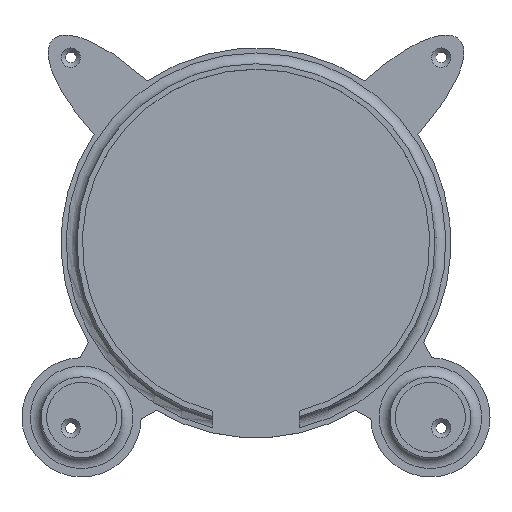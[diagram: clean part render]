
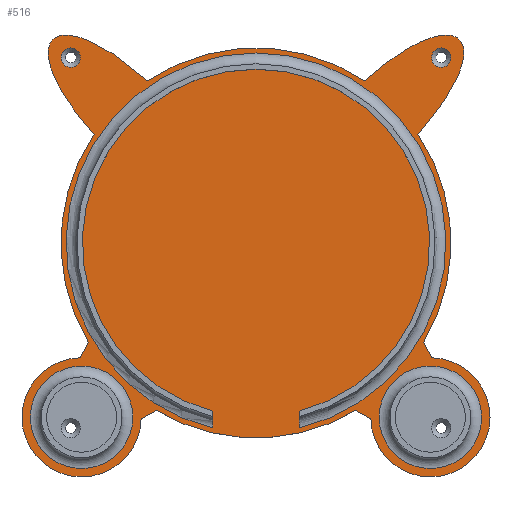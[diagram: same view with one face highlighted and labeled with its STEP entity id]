
A CAD part, top view. The second image highlights one B-rep face of the part: STEP entity #516.
In plain terms, the highlighted planar face has unit normal (0, 0, 1).
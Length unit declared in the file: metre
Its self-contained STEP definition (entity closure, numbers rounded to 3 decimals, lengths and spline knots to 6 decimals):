
#35=ELLIPSE('',#571,0.05,0.0175);
#36=ELLIPSE('',#577,0.05,0.0175);
#39=LINE('',#812,#67);
#40=LINE('',#817,#68);
#41=LINE('',#831,#69);
#42=LINE('',#835,#70);
#43=LINE('',#839,#71);
#44=LINE('',#843,#72);
#67=VECTOR('',#642,1.);
#68=VECTOR('',#645,1.);
#69=VECTOR('',#658,1.);
#70=VECTOR('',#661,1.);
#71=VECTOR('',#664,1.);
#72=VECTOR('',#667,1.);
#95=ORIENTED_EDGE('',*,*,#233,.T.);
#96=ORIENTED_EDGE('',*,*,#234,.T.);
#97=ORIENTED_EDGE('',*,*,#235,.F.);
#98=ORIENTED_EDGE('',*,*,#236,.T.);
#99=ORIENTED_EDGE('',*,*,#237,.T.);
#100=ORIENTED_EDGE('',*,*,#238,.T.);
#101=ORIENTED_EDGE('',*,*,#239,.T.);
#102=ORIENTED_EDGE('',*,*,#240,.T.);
#103=ORIENTED_EDGE('',*,*,#241,.T.);
#104=ORIENTED_EDGE('',*,*,#242,.T.);
#105=ORIENTED_EDGE('',*,*,#243,.T.);
#106=ORIENTED_EDGE('',*,*,#244,.T.);
#107=ORIENTED_EDGE('',*,*,#245,.T.);
#108=ORIENTED_EDGE('',*,*,#246,.T.);
#109=ORIENTED_EDGE('',*,*,#247,.T.);
#110=ORIENTED_EDGE('',*,*,#248,.T.);
#111=ORIENTED_EDGE('',*,*,#249,.T.);
#112=ORIENTED_EDGE('',*,*,#250,.T.);
#113=ORIENTED_EDGE('',*,*,#251,.T.);
#114=ORIENTED_EDGE('',*,*,#252,.T.);
#233=EDGE_CURVE('',#302,#302,#354,.T.);
#234=EDGE_CURVE('',#303,#303,#355,.T.);
#235=EDGE_CURVE('',#304,#305,#39,.T.);
#236=EDGE_CURVE('',#304,#306,#356,.F.);
#237=EDGE_CURVE('',#306,#307,#40,.T.);
#238=EDGE_CURVE('',#307,#305,#357,.T.);
#239=EDGE_CURVE('',#308,#308,#358,.F.);
#240=EDGE_CURVE('',#309,#309,#359,.F.);
#241=EDGE_CURVE('',#310,#311,#360,.T.);
#242=EDGE_CURVE('',#311,#312,#35,.T.);
#243=EDGE_CURVE('',#312,#313,#361,.T.);
#244=EDGE_CURVE('',#313,#314,#41,.F.);
#245=EDGE_CURVE('',#314,#315,#362,.T.);
#246=EDGE_CURVE('',#315,#316,#42,.F.);
#247=EDGE_CURVE('',#316,#317,#363,.T.);
#248=EDGE_CURVE('',#317,#318,#43,.F.);
#249=EDGE_CURVE('',#318,#319,#364,.T.);
#250=EDGE_CURVE('',#319,#320,#44,.F.);
#251=EDGE_CURVE('',#320,#321,#365,.T.);
#252=EDGE_CURVE('',#321,#310,#36,.T.);
#302=VERTEX_POINT('',#809);
#303=VERTEX_POINT('',#811);
#304=VERTEX_POINT('',#813);
#305=VERTEX_POINT('',#814);
#306=VERTEX_POINT('',#816);
#307=VERTEX_POINT('',#818);
#308=VERTEX_POINT('',#821);
#309=VERTEX_POINT('',#823);
#310=VERTEX_POINT('',#825);
#311=VERTEX_POINT('',#826);
#312=VERTEX_POINT('',#828);
#313=VERTEX_POINT('',#830);
#314=VERTEX_POINT('',#832);
#315=VERTEX_POINT('',#834);
#316=VERTEX_POINT('',#836);
#317=VERTEX_POINT('',#838);
#318=VERTEX_POINT('',#840);
#319=VERTEX_POINT('',#842);
#320=VERTEX_POINT('',#844);
#321=VERTEX_POINT('',#846);
#354=CIRCLE('',#564,0.00448);
#355=CIRCLE('',#565,0.00448);
#356=CIRCLE('',#566,0.08765);
#357=CIRCLE('',#567,0.08015);
#358=CIRCLE('',#568,0.02365);
#359=CIRCLE('',#569,0.02365);
#360=CIRCLE('',#570,0.09);
#361=CIRCLE('',#572,0.09);
#362=CIRCLE('',#573,0.0275);
#363=CIRCLE('',#574,0.09);
#364=CIRCLE('',#575,0.0275);
#365=CIRCLE('',#576,0.09);
#389=EDGE_LOOP('',(#95));
#390=EDGE_LOOP('',(#96));
#391=EDGE_LOOP('',(#97,#98,#99,#100));
#392=EDGE_LOOP('',(#101));
#393=EDGE_LOOP('',(#102));
#394=EDGE_LOOP('',(#103,#104,#105,#106,#107,#108,#109,#110,#111,#112,#113,
#114));
#446=FACE_BOUND('',#389,.T.);
#447=FACE_BOUND('',#390,.T.);
#448=FACE_BOUND('',#391,.T.);
#449=FACE_BOUND('',#392,.T.);
#450=FACE_BOUND('',#393,.T.);
#451=FACE_BOUND('',#394,.T.);
#503=PLANE('',#563);
#516=ADVANCED_FACE('',(#446,#447,#448,#449,#450,#451),#503,.T.);
#563=AXIS2_PLACEMENT_3D('',#807,#636,#637);
#564=AXIS2_PLACEMENT_3D('',#808,#638,#639);
#565=AXIS2_PLACEMENT_3D('',#810,#640,#641);
#566=AXIS2_PLACEMENT_3D('',#815,#643,#644);
#567=AXIS2_PLACEMENT_3D('',#819,#646,#647);
#568=AXIS2_PLACEMENT_3D('',#820,#648,#649);
#569=AXIS2_PLACEMENT_3D('',#822,#650,#651);
#570=AXIS2_PLACEMENT_3D('',#824,#652,#653);
#571=AXIS2_PLACEMENT_3D('',#827,#654,#655);
#572=AXIS2_PLACEMENT_3D('',#829,#656,#657);
#573=AXIS2_PLACEMENT_3D('',#833,#659,#660);
#574=AXIS2_PLACEMENT_3D('',#837,#662,#663);
#575=AXIS2_PLACEMENT_3D('',#841,#665,#666);
#576=AXIS2_PLACEMENT_3D('',#845,#668,#669);
#577=AXIS2_PLACEMENT_3D('',#847,#670,#671);
#636=DIRECTION('',(0.,0.,1.));
#637=DIRECTION('',(1.,0.,0.));
#638=DIRECTION('',(0.,0.,-1.));
#639=DIRECTION('',(-1.,0.,0.));
#640=DIRECTION('',(0.,0.,-1.));
#641=DIRECTION('',(-1.,0.,0.));
#642=DIRECTION('',(0.,1.,0.));
#643=DIRECTION('',(0.,0.,1.));
#644=DIRECTION('',(1.,0.,0.));
#645=DIRECTION('',(0.,1.,0.));
#646=DIRECTION('',(0.,0.,1.));
#647=DIRECTION('',(1.,0.,0.));
#648=DIRECTION('',(0.,0.,1.));
#649=DIRECTION('',(1.,0.,0.));
#650=DIRECTION('',(0.,0.,1.));
#651=DIRECTION('',(1.,0.,0.));
#652=DIRECTION('',(0.,0.,1.));
#653=DIRECTION('',(1.,0.,0.));
#654=DIRECTION('',(0.,0.,1.));
#655=DIRECTION('',(-0.707,0.707,0.));
#656=DIRECTION('',(0.,0.,1.));
#657=DIRECTION('',(1.,0.,0.));
#658=DIRECTION('',(0.484,0.875,0.));
#659=DIRECTION('',(0.,0.,1.));
#660=DIRECTION('',(1.,0.,0.));
#661=DIRECTION('',(-0.875,-0.484,0.));
#662=DIRECTION('',(0.,0.,1.));
#663=DIRECTION('',(1.,0.,0.));
#664=DIRECTION('',(-0.875,0.484,0.));
#665=DIRECTION('',(0.,0.,1.));
#666=DIRECTION('',(1.,0.,0.));
#667=DIRECTION('',(0.484,-0.875,0.));
#668=DIRECTION('',(0.,0.,1.));
#669=DIRECTION('',(1.,0.,0.));
#670=DIRECTION('',(0.,0.,1.));
#671=DIRECTION('',(0.707,0.707,0.));
#807=CARTESIAN_POINT('',(0.,0.,0.002));
#808=CARTESIAN_POINT('',(-0.0855,0.0855,0.002));
#809=CARTESIAN_POINT('',(-0.08998,0.0855,0.002));
#810=CARTESIAN_POINT('',(0.0855,0.0855,0.002));
#811=CARTESIAN_POINT('',(0.08102,0.0855,0.002));
#812=CARTESIAN_POINT('',(-0.02,-0.078904,0.002));
#813=CARTESIAN_POINT('',(-0.02,-0.085338,0.002));
#814=CARTESIAN_POINT('',(-0.02,-0.077615,0.002));
#815=CARTESIAN_POINT('',(0.,0.,0.002));
#816=CARTESIAN_POINT('',(0.02,-0.085338,0.002));
#817=CARTESIAN_POINT('',(0.02,-0.078904,0.002));
#818=CARTESIAN_POINT('',(0.02,-0.077615,0.002));
#819=CARTESIAN_POINT('',(0.,0.,0.002));
#820=CARTESIAN_POINT('',(-0.0805,-0.0805,0.002));
#821=CARTESIAN_POINT('',(-0.05685,-0.0805,0.002));
#822=CARTESIAN_POINT('',(0.0805,-0.0805,0.002));
#823=CARTESIAN_POINT('',(0.10415,-0.0805,0.002));
#824=CARTESIAN_POINT('',(0.,0.,0.002));
#825=CARTESIAN_POINT('',(0.050146,0.074736,0.002));
#826=CARTESIAN_POINT('',(-0.050146,0.074736,0.002));
#827=CARTESIAN_POINT('',(-0.058442,0.058442,0.002));
#828=CARTESIAN_POINT('',(-0.074736,0.050146,0.002));
#829=CARTESIAN_POINT('',(0.,0.,0.002));
#830=CARTESIAN_POINT('',(-0.07731,-0.046077,0.002));
#831=CARTESIAN_POINT('',(-0.07731,-0.046077,0.002));
#832=CARTESIAN_POINT('',(-0.081141,-0.053007,0.002));
#833=CARTESIAN_POINT('',(-0.0805,-0.0805,0.002));
#834=CARTESIAN_POINT('',(-0.053007,-0.081141,0.002));
#835=CARTESIAN_POINT('',(-0.053007,-0.081141,0.002));
#836=CARTESIAN_POINT('',(-0.046077,-0.07731,0.002));
#837=CARTESIAN_POINT('',(0.,0.,0.002));
#838=CARTESIAN_POINT('',(0.046077,-0.07731,0.002));
#839=CARTESIAN_POINT('',(0.046077,-0.07731,0.002));
#840=CARTESIAN_POINT('',(0.053007,-0.081141,0.002));
#841=CARTESIAN_POINT('',(0.0805,-0.0805,0.002));
#842=CARTESIAN_POINT('',(0.081141,-0.053007,0.002));
#843=CARTESIAN_POINT('',(0.081141,-0.053007,0.002));
#844=CARTESIAN_POINT('',(0.07731,-0.046077,0.002));
#845=CARTESIAN_POINT('',(0.,0.,0.002));
#846=CARTESIAN_POINT('',(0.074736,0.050146,0.002));
#847=CARTESIAN_POINT('',(0.058442,0.058442,0.002));
